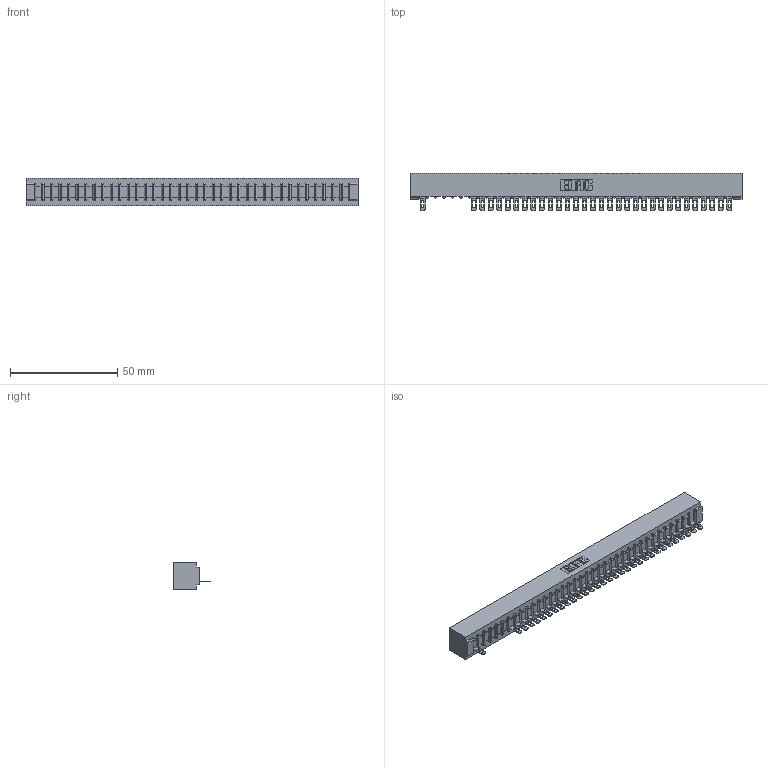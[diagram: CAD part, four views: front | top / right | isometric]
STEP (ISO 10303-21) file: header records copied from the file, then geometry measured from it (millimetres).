
FILE_DESCRIPTION (( 'STEP AP203' ), '1' );
FILE_NAME ('357-037-501-101.STEP', '2018-08-10T07:41:14', ( '' ), ( '' ), 'SwSTEP 2.0', 'SolidWorks 2016', '' );
FILE_SCHEMA (( 'CONFIG_CONTROL_DESIGN' ));
Length unit declared in the file: inch
Products named in the file (3): 307 Part_No Mounting Lugs; 307-290-002_501; 357-037-501-101
Assembly tree (33 placements, depth 2):
  357-037-501-101
    307 Part_No Mounting Lugs
    307-290-002_501  x32
Bounding box: 154.48 x 17.42 x 12.7 mm (x, y, z)
Volume: 16935.3 mm3; surface area: 20823.2 mm2
Topology: 33 solids, 33 shells, 2680 faces, 8235 edges, 5386 vertices
Faces by surface type: plane 1534, cylinder 1070, sphere 76
Entity records: 32692 total; most frequent: CARTESIAN_POINT 5535, ORIENTED_EDGE 5530, DIRECTION 5377, EDGE_CURVE 2765, VECTOR 2113, LINE 2113, VERTEX_POINT 1790, AXIS2_PLACEMENT_3D 1632
